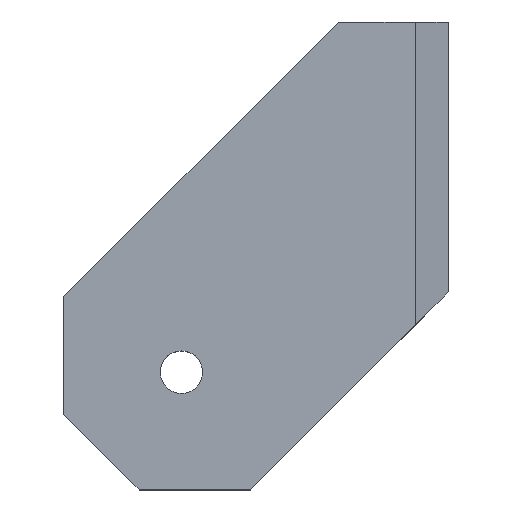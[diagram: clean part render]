
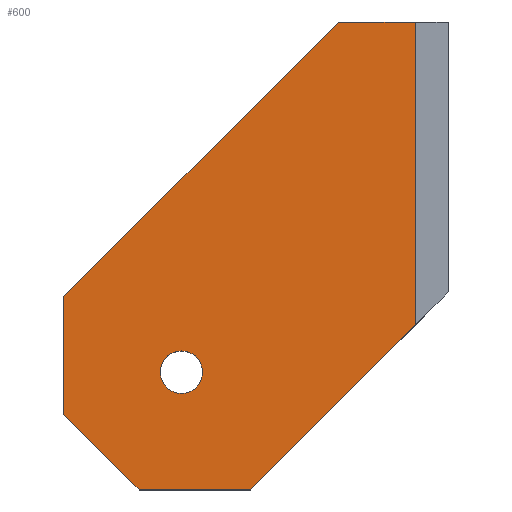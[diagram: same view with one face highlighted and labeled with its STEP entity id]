
A CAD part, top view. The second image highlights one B-rep face of the part: STEP entity #600.
In plain terms, the highlighted planar face has unit normal (0, 0, 1).
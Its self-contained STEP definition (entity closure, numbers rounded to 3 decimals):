
#23=CIRCLE('',#634,1.35);
#30=FACE_BOUND('',#99,.T.);
#61=FACE_OUTER_BOUND('',#98,.T.);
#98=EDGE_LOOP('',(#534,#535,#536,#537,#538,#539,#540));
#99=EDGE_LOOP('',(#541));
#103=LINE('',#799,#177);
#110=LINE('',#813,#184);
#128=LINE('',#852,#202);
#134=LINE('',#863,#208);
#170=LINE('',#948,#244);
#172=LINE('',#952,#246);
#173=LINE('',#954,#247);
#177=VECTOR('',#647,10.);
#184=VECTOR('',#656,10.);
#202=VECTOR('',#684,10.);
#208=VECTOR('',#692,10.);
#244=VECTOR('',#780,10.);
#246=VECTOR('',#784,10.);
#247=VECTOR('',#787,10.);
#248=VERTEX_POINT('',#792);
#251=VERTEX_POINT('',#797);
#257=VERTEX_POINT('',#811);
#272=VERTEX_POINT('',#850);
#273=VERTEX_POINT('',#851);
#277=VERTEX_POINT('',#861);
#300=VERTEX_POINT('',#944);
#301=VERTEX_POINT('',#950);
#305=EDGE_CURVE('',#251,#248,#103,.T.);
#312=EDGE_CURVE('',#257,#251,#110,.T.);
#330=EDGE_CURVE('',#272,#273,#128,.T.);
#336=EDGE_CURVE('',#272,#277,#134,.T.);
#377=EDGE_CURVE('',#300,#300,#23,.T.);
#378=EDGE_CURVE('',#277,#248,#170,.T.);
#380=EDGE_CURVE('',#301,#273,#172,.T.);
#381=EDGE_CURVE('',#257,#301,#173,.T.);
#534=ORIENTED_EDGE('',*,*,#305,.F.);
#535=ORIENTED_EDGE('',*,*,#312,.F.);
#536=ORIENTED_EDGE('',*,*,#381,.T.);
#537=ORIENTED_EDGE('',*,*,#380,.T.);
#538=ORIENTED_EDGE('',*,*,#330,.F.);
#539=ORIENTED_EDGE('',*,*,#336,.T.);
#540=ORIENTED_EDGE('',*,*,#378,.T.);
#541=ORIENTED_EDGE('',*,*,#377,.T.);
#569=PLANE('',#639);
#600=ADVANCED_FACE('',(#61,#30),#569,.T.);
#634=AXIS2_PLACEMENT_3D('',#945,#774,#775);
#639=AXIS2_PLACEMENT_3D('',#955,#788,#789);
#647=DIRECTION('',(0.,-1.,0.));
#656=DIRECTION('',(1.,0.,0.));
#684=DIRECTION('',(-0.707,0.707,0.));
#692=DIRECTION('',(1.,0.,0.));
#774=DIRECTION('center_axis',(0.,0.,-1.));
#775=DIRECTION('ref_axis',(1.,0.,0.));
#780=DIRECTION('',(0.707,0.707,0.));
#784=DIRECTION('',(0.,-1.,0.));
#787=DIRECTION('',(-0.707,-0.707,0.));
#788=DIRECTION('center_axis',(0.,0.,1.));
#789=DIRECTION('ref_axis',(1.,0.,0.));
#792=CARTESIAN_POINT('',(22.399,10.516,2.));
#797=CARTESIAN_POINT('',(22.399,29.8,2.));
#799=CARTESIAN_POINT('',(22.399,13.758,2.));
#811=CARTESIAN_POINT('',(17.5,29.8,2.));
#813=CARTESIAN_POINT('',(23.75,29.8,2.));
#850=CARTESIAN_POINT('',(4.8,0.,2.));
#851=CARTESIAN_POINT('',(0.,4.8,2.));
#852=CARTESIAN_POINT('',(1.363,3.438,2.));
#861=CARTESIAN_POINT('',(11.883,0.,2.));
#863=CARTESIAN_POINT('',(0.,0.,2.));
#944=CARTESIAN_POINT('',(6.15,7.5,2.));
#945=CARTESIAN_POINT('Origin',(7.5,7.5,2.));
#948=CARTESIAN_POINT('',(21.5,9.617,2.));
#950=CARTESIAN_POINT('',(0.,12.3,2.));
#952=CARTESIAN_POINT('',(0.,17.1,2.));
#954=CARTESIAN_POINT('',(17.5,29.8,2.));
#955=CARTESIAN_POINT('Origin',(10.75,14.9,2.));
